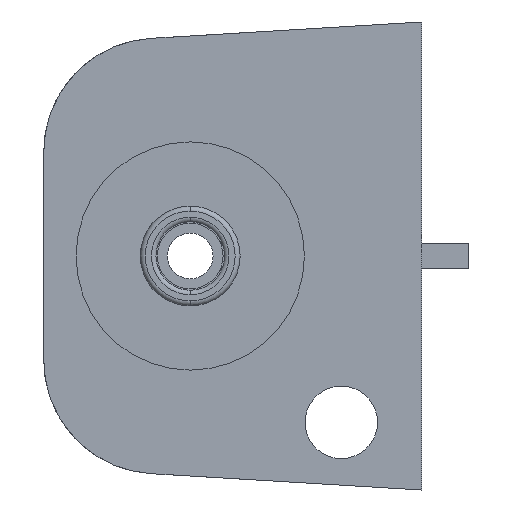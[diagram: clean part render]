
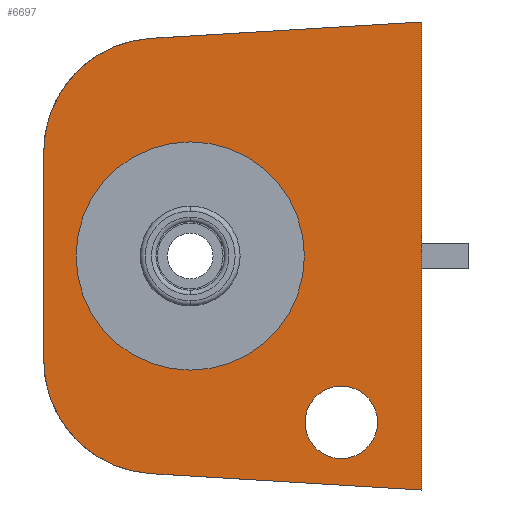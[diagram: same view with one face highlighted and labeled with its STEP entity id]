
A CAD part, left-side view. The second image highlights one B-rep face of the part: STEP entity #6697.
In plain terms, the highlighted planar face has unit normal (-1, 0, 0).
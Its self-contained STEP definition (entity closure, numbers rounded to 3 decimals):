
#37 = ORIENTED_EDGE ( 'NONE', *, *, #1842, .T. ) ;
#43 = ORIENTED_EDGE ( 'NONE', *, *, #907, .T. ) ;
#79 = EDGE_CURVE ( 'NONE', #5017, #4838, #4759, .T. ) ;
#480 = CARTESIAN_POINT ( 'NONE',  ( -29.85, 13.25, 3.634 ) ) ;
#523 = CIRCLE ( 'NONE', #1166, 4. ) ;
#550 = VERTEX_POINT ( 'NONE', #2984 ) ;
#639 = DIRECTION ( 'NONE',  ( 0., 0., -1. ) ) ;
#641 = CARTESIAN_POINT ( 'NONE',  ( -29.85, 8.115, 0. ) ) ;
#907 = EDGE_CURVE ( 'NONE', #6757, #7141, #2833, .T. ) ;
#909 = EDGE_LOOP ( 'NONE', ( #3409, #6476 ) ) ;
#936 = FACE_OUTER_BOUND ( 'NONE', #5580, .T. ) ;
#1096 = CARTESIAN_POINT ( 'NONE',  ( -29.85, 8.115, 0. ) ) ;
#1112 = LINE ( 'NONE', #4860, #6329 ) ;
#1142 = AXIS2_PLACEMENT_3D ( 'NONE', #1243, #7435, #3291 ) ;
#1166 = AXIS2_PLACEMENT_3D ( 'NONE', #2127, #6468, #2953 ) ;
#1215 = EDGE_CURVE ( 'NONE', #5046, #2959, #523, .T. ) ;
#1243 = CARTESIAN_POINT ( 'NONE',  ( -29.85, 2.82, -5.83 ) ) ;
#1497 = FACE_BOUND ( 'NONE', #909, .T. ) ;
#1533 = AXIS2_PLACEMENT_3D ( 'NONE', #1096, #1659, #6515 ) ;
#1659 = DIRECTION ( 'NONE',  ( 1., 0., 0. ) ) ;
#1746 = CARTESIAN_POINT ( 'NONE',  ( -29.85, 8.115, 4. ) ) ;
#1842 = EDGE_CURVE ( 'NONE', #2959, #5652, #1112, .T. ) ;
#1850 = CARTESIAN_POINT ( 'NONE',  ( -29.85, 0., 8.2 ) ) ;
#2025 = CARTESIAN_POINT ( 'NONE',  ( -29.85, 13.25, -3.634 ) ) ;
#2081 = CIRCLE ( 'NONE', #6615, 1.27 ) ;
#2127 = CARTESIAN_POINT ( 'NONE',  ( -29.85, 9.25, 3.634 ) ) ;
#2188 = CARTESIAN_POINT ( 'NONE',  ( -29.85, 13.25, 0. ) ) ;
#2227 = DIRECTION ( 'NONE',  ( 1., 0., 0. ) ) ;
#2258 = CARTESIAN_POINT ( 'NONE',  ( -29.85, 0., -8.2 ) ) ;
#2464 = ORIENTED_EDGE ( 'NONE', *, *, #2540, .F. ) ;
#2465 = VERTEX_POINT ( 'NONE', #2997 ) ;
#2540 = EDGE_CURVE ( 'NONE', #5046, #5017, #3515, .T. ) ;
#2826 = VECTOR ( 'NONE', #639, 1000. ) ;
#2833 = CIRCLE ( 'NONE', #1533, 4. ) ;
#2843 = DIRECTION ( 'NONE',  ( 0., -0.998, -0.06 ) ) ;
#2928 = VERTEX_POINT ( 'NONE', #7147 ) ;
#2953 = DIRECTION ( 'NONE',  ( 0., 0., -1. ) ) ;
#2959 = VERTEX_POINT ( 'NONE', #480 ) ;
#2984 = CARTESIAN_POINT ( 'NONE',  ( -29.85, 9.491, -7.627 ) ) ;
#2997 = CARTESIAN_POINT ( 'NONE',  ( -29.85, 2.82, -7.1 ) ) ;
#3020 = ORIENTED_EDGE ( 'NONE', *, *, #5560, .T. ) ;
#3111 = VECTOR ( 'NONE', #5369, 1000. ) ;
#3185 = EDGE_LOOP ( 'NONE', ( #43, #4681 ) ) ;
#3221 = DIRECTION ( 'NONE',  ( 1., 0., 0. ) ) ;
#3291 = DIRECTION ( 'NONE',  ( 0., 0., -1. ) ) ;
#3312 = AXIS2_PLACEMENT_3D ( 'NONE', #7834, #7230, #4155 ) ;
#3392 = ORIENTED_EDGE ( 'NONE', *, *, #1215, .T. ) ;
#3409 = ORIENTED_EDGE ( 'NONE', *, *, #7343, .T. ) ;
#3486 = FACE_BOUND ( 'NONE', #3185, .T. ) ;
#3515 = LINE ( 'NONE', #4243, #3111 ) ;
#3871 = EDGE_CURVE ( 'NONE', #2928, #2465, #2081, .T. ) ;
#3925 = DIRECTION ( 'NONE',  ( -1., 0., 0. ) ) ;
#4155 = DIRECTION ( 'NONE',  ( 0., 0., -1. ) ) ;
#4162 = CARTESIAN_POINT ( 'NONE',  ( -29.85, 9.491, 7.627 ) ) ;
#4243 = CARTESIAN_POINT ( 'NONE',  ( -29.85, 0.493, 8.17 ) ) ;
#4299 = DIRECTION ( 'NONE',  ( 0., 0., -1. ) ) ;
#4610 = CIRCLE ( 'NONE', #1142, 1.27 ) ;
#4644 = DIRECTION ( 'NONE',  ( 0., 0., -1. ) ) ;
#4648 = DIRECTION ( 'NONE',  ( 0., 0., 1. ) ) ;
#4681 = ORIENTED_EDGE ( 'NONE', *, *, #5097, .T. ) ;
#4759 = LINE ( 'NONE', #6176, #2826 ) ;
#4838 = VERTEX_POINT ( 'NONE', #2258 ) ;
#4860 = CARTESIAN_POINT ( 'NONE',  ( -29.85, 13.25, 0. ) ) ;
#5017 = VERTEX_POINT ( 'NONE', #1850 ) ;
#5046 = VERTEX_POINT ( 'NONE', #4162 ) ;
#5097 = EDGE_CURVE ( 'NONE', #7141, #6757, #7968, .T. ) ;
#5369 = DIRECTION ( 'NONE',  ( 0., -0.998, 0.06 ) ) ;
#5399 = AXIS2_PLACEMENT_3D ( 'NONE', #2188, #3925, #4648 ) ;
#5560 = EDGE_CURVE ( 'NONE', #5652, #550, #7197, .T. ) ;
#5580 = EDGE_LOOP ( 'NONE', ( #7468, #5821, #2464, #3392, #37, #3020 ) ) ;
#5638 = AXIS2_PLACEMENT_3D ( 'NONE', #641, #3221, #6222 ) ;
#5652 = VERTEX_POINT ( 'NONE', #2025 ) ;
#5821 = ORIENTED_EDGE ( 'NONE', *, *, #79, .F. ) ;
#5906 = PLANE ( 'NONE',  #5399 ) ;
#6176 = CARTESIAN_POINT ( 'NONE',  ( -29.85, 0., 0. ) ) ;
#6222 = DIRECTION ( 'NONE',  ( 0., 0., -1. ) ) ;
#6329 = VECTOR ( 'NONE', #4299, 1000. ) ;
#6468 = DIRECTION ( 'NONE',  ( -1., 0., 0. ) ) ;
#6476 = ORIENTED_EDGE ( 'NONE', *, *, #3871, .T. ) ;
#6515 = DIRECTION ( 'NONE',  ( 0., 0., -1. ) ) ;
#6547 = CARTESIAN_POINT ( 'NONE',  ( -29.85, 8.115, -4. ) ) ;
#6615 = AXIS2_PLACEMENT_3D ( 'NONE', #7203, #2227, #4644 ) ;
#6697 = ADVANCED_FACE ( 'NONE', ( #3486, #1497, #936 ), #5906, .T. ) ;
#6707 = EDGE_CURVE ( 'NONE', #550, #4838, #7208, .T. ) ;
#6757 = VERTEX_POINT ( 'NONE', #1746 ) ;
#7141 = VERTEX_POINT ( 'NONE', #6547 ) ;
#7147 = CARTESIAN_POINT ( 'NONE',  ( -29.85, 2.82, -4.56 ) ) ;
#7197 = CIRCLE ( 'NONE', #3312, 4. ) ;
#7203 = CARTESIAN_POINT ( 'NONE',  ( -29.85, 2.82, -5.83 ) ) ;
#7208 = LINE ( 'NONE', #7815, #7345 ) ;
#7230 = DIRECTION ( 'NONE',  ( -1., 0., 0. ) ) ;
#7343 = EDGE_CURVE ( 'NONE', #2465, #2928, #4610, .T. ) ;
#7345 = VECTOR ( 'NONE', #2843, 1000. ) ;
#7435 = DIRECTION ( 'NONE',  ( 1., 0., 0. ) ) ;
#7468 = ORIENTED_EDGE ( 'NONE', *, *, #6707, .T. ) ;
#7815 = CARTESIAN_POINT ( 'NONE',  ( -29.85, 0.493, -8.17 ) ) ;
#7834 = CARTESIAN_POINT ( 'NONE',  ( -29.85, 9.25, -3.634 ) ) ;
#7968 = CIRCLE ( 'NONE', #5638, 4. ) ;
